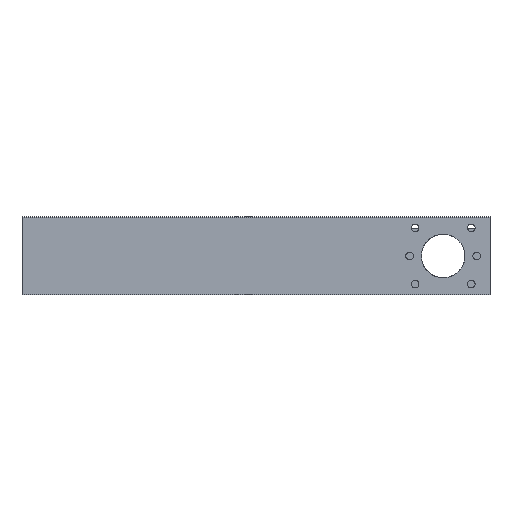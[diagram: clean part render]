
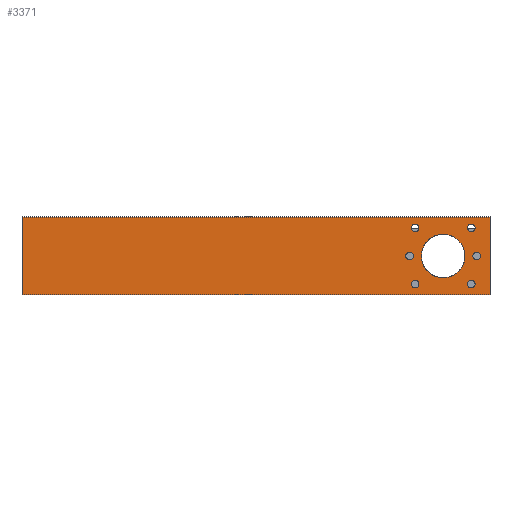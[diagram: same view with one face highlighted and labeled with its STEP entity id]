
A CAD part, left-side view. The second image highlights one B-rep face of the part: STEP entity #3371.
In plain terms, the highlighted planar face has unit normal (-1, 0, 0).
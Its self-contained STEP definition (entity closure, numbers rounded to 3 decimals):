
#163=LINE('',#4806,#348);
#164=LINE('',#4808,#349);
#165=LINE('',#4810,#350);
#166=LINE('',#4812,#351);
#348=VECTOR('',#4123,1000.);
#349=VECTOR('',#4126,1000.);
#350=VECTOR('',#4127,1000.);
#351=VECTOR('',#4128,1000.);
#460=PLANE('',#3579);
#826=ORIENTED_EDGE('',*,*,#1139,.T.);
#827=ORIENTED_EDGE('',*,*,#1138,.T.);
#828=ORIENTED_EDGE('',*,*,#1137,.T.);
#829=ORIENTED_EDGE('',*,*,#1144,.T.);
#830=ORIENTED_EDGE('',*,*,#1141,.T.);
#831=ORIENTED_EDGE('',*,*,#1136,.T.);
#832=ORIENTED_EDGE('',*,*,#1127,.T.);
#833=ORIENTED_EDGE('',*,*,#1301,.T.);
#834=ORIENTED_EDGE('',*,*,#1302,.T.);
#835=ORIENTED_EDGE('',*,*,#1303,.F.);
#836=ORIENTED_EDGE('',*,*,#1300,.T.);
#1127=EDGE_CURVE('',#1423,#1423,#1622,.T.);
#1136=EDGE_CURVE('',#1432,#1432,#1627,.T.);
#1137=EDGE_CURVE('',#1433,#1433,#1628,.T.);
#1138=EDGE_CURVE('',#1434,#1434,#1629,.T.);
#1139=EDGE_CURVE('',#1435,#1435,#1630,.T.);
#1141=EDGE_CURVE('',#1436,#1436,#1631,.T.);
#1144=EDGE_CURVE('',#1437,#1437,#1632,.T.);
#1300=EDGE_CURVE('',#1543,#1544,#163,.T.);
#1301=EDGE_CURVE('',#1544,#1545,#164,.T.);
#1302=EDGE_CURVE('',#1545,#1546,#165,.F.);
#1303=EDGE_CURVE('',#1543,#1546,#166,.T.);
#1423=VERTEX_POINT('',#4434);
#1432=VERTEX_POINT('',#4453);
#1433=VERTEX_POINT('',#4456);
#1434=VERTEX_POINT('',#4459);
#1435=VERTEX_POINT('',#4462);
#1436=VERTEX_POINT('',#4467);
#1437=VERTEX_POINT('',#4473);
#1543=VERTEX_POINT('',#4803);
#1544=VERTEX_POINT('',#4805);
#1545=VERTEX_POINT('',#4809);
#1546=VERTEX_POINT('',#4811);
#1622=CIRCLE('',#3480,14.);
#1627=CIRCLE('',#3486,2.459);
#1628=CIRCLE('',#3488,2.459);
#1629=CIRCLE('',#3490,2.5);
#1630=CIRCLE('',#3492,2.5);
#1631=CIRCLE('',#3496,2.459);
#1632=CIRCLE('',#3501,2.459);
#1801=EDGE_LOOP('',(#826));
#1802=EDGE_LOOP('',(#827));
#1803=EDGE_LOOP('',(#828));
#1804=EDGE_LOOP('',(#829));
#1805=EDGE_LOOP('',(#830));
#1806=EDGE_LOOP('',(#831));
#1807=EDGE_LOOP('',(#832));
#1808=EDGE_LOOP('',(#833,#834,#835,#836));
#2015=FACE_BOUND('',#1801,.T.);
#2016=FACE_BOUND('',#1802,.T.);
#2017=FACE_BOUND('',#1803,.T.);
#2018=FACE_BOUND('',#1804,.T.);
#2019=FACE_BOUND('',#1805,.T.);
#2020=FACE_BOUND('',#1806,.T.);
#2021=FACE_BOUND('',#1807,.T.);
#2022=FACE_BOUND('',#1808,.T.);
#3371=ADVANCED_FACE('',(#2015,#2016,#2017,#2018,#2019,#2020,#2021,#2022),
#460,.F.);
#3480=AXIS2_PLACEMENT_3D('',#4433,#3790,#3791);
#3486=AXIS2_PLACEMENT_3D('',#4452,#3806,#3807);
#3488=AXIS2_PLACEMENT_3D('',#4455,#3810,#3811);
#3490=AXIS2_PLACEMENT_3D('',#4458,#3814,#3815);
#3492=AXIS2_PLACEMENT_3D('',#4461,#3818,#3819);
#3496=AXIS2_PLACEMENT_3D('',#4466,#3826,#3827);
#3501=AXIS2_PLACEMENT_3D('',#4472,#3836,#3837);
#3579=AXIS2_PLACEMENT_3D('',#4807,#4124,#4125);
#3790=DIRECTION('',(1.,0.,0.));
#3791=DIRECTION('',(0.,0.,-1.));
#3806=DIRECTION('',(1.,0.,0.));
#3807=DIRECTION('',(0.,0.,1.));
#3810=DIRECTION('',(1.,0.,0.));
#3811=DIRECTION('',(0.,0.,-1.));
#3814=DIRECTION('',(1.,0.,0.));
#3815=DIRECTION('',(0.,0.,-1.));
#3818=DIRECTION('',(1.,0.,0.));
#3819=DIRECTION('',(0.,0.,-1.));
#3826=DIRECTION('',(1.,0.,0.));
#3827=DIRECTION('',(0.,0.,1.));
#3836=DIRECTION('',(1.,0.,0.));
#3837=DIRECTION('',(0.,0.,1.));
#4123=DIRECTION('',(0.,-1.,0.));
#4124=DIRECTION('',(1.,0.,0.));
#4125=DIRECTION('',(0.,0.,-1.));
#4126=DIRECTION('',(0.,0.,1.));
#4127=DIRECTION('',(0.,-1.,0.));
#4128=DIRECTION('',(0.,0.,1.));
#4433=CARTESIAN_POINT('',(-25.,-20.,0.));
#4434=CARTESIAN_POINT('',(-25.,-20.,-14.));
#4452=CARTESIAN_POINT('',(-25.,-2.,18.));
#4453=CARTESIAN_POINT('',(-25.,-2.,20.459));
#4455=CARTESIAN_POINT('',(-25.,-2.,-18.));
#4456=CARTESIAN_POINT('',(-25.,-2.,-20.459));
#4458=CARTESIAN_POINT('',(-25.,1.5,0.));
#4459=CARTESIAN_POINT('',(-25.,1.5,-2.5));
#4461=CARTESIAN_POINT('',(-25.,-41.5,0.));
#4462=CARTESIAN_POINT('',(-25.,-41.5,-2.5));
#4466=CARTESIAN_POINT('',(-25.,-38.,18.));
#4467=CARTESIAN_POINT('',(-25.,-38.,20.459));
#4472=CARTESIAN_POINT('',(-25.,-38.,-18.));
#4473=CARTESIAN_POINT('',(-25.,-38.,-15.542));
#4803=CARTESIAN_POINT('',(-25.,250.,-24.8));
#4805=CARTESIAN_POINT('',(-25.,-50.,-24.8));
#4806=CARTESIAN_POINT('',(-25.,100.,-24.8));
#4807=CARTESIAN_POINT('',(-25.,100.,-25.));
#4808=CARTESIAN_POINT('',(-25.,-50.,-25.));
#4809=CARTESIAN_POINT('',(-25.,-50.,24.8));
#4810=CARTESIAN_POINT('',(-25.,100.,24.8));
#4811=CARTESIAN_POINT('',(-25.,250.,24.8));
#4812=CARTESIAN_POINT('',(-25.,250.,-25.));
